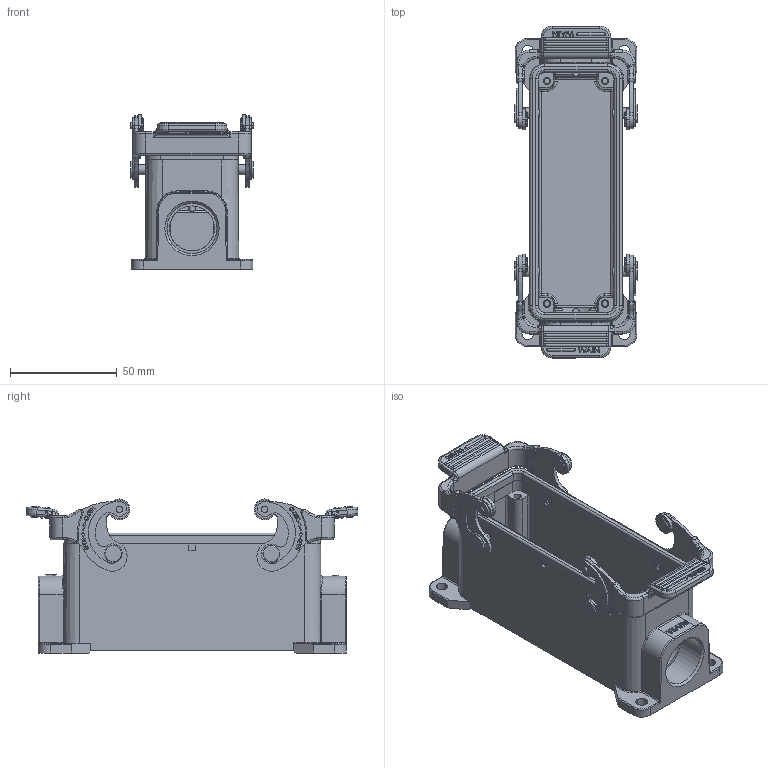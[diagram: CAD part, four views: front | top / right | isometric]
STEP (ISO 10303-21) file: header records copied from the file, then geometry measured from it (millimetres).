
FILE_DESCRIPTION(/* description */ (''),/* implementation_level */ '2;1');
FILE_NAME(/* name */ 'H24B-SF-2L SC-M25.stp',/* time_stamp */ '2023-09-01T10:38:44+08:00',/* author */ (''),/* organization */ (''),/* preprocessor_version */ 'ST-DEVELOPER v18.1',/* originating_system */ 'SIEMENS PLM Software NX 1980',/* authorisation */ '');
FILE_SCHEMA (('AUTOMOTIVE_DESIGN { 1 0 10303 214 3 1 1 1 }'));
Products named in the file (1): 13844A9419A0acmg
Bounding box: 57.9 x 155.16 x 72.05 mm (x, y, z)
Volume: 121357 mm3; surface area: 79069.4 mm2
Topology: 22 solids, 22 shells, 1762 faces, 4562 edges, 2913 vertices
Faces by surface type: plane 834, cylinder 572, torus 140, extrusion 78, bspline 62, sphere 40, cone 36
Full cylindrical faces by diameter (mm): 1.9 x4, 3 x8, 4.9 x4, 8 x4, 21 x1, 23.4 x1, 26.7 x1
Entity records: 68293 total; most frequent: CARTESIAN_POINT 21474, ORIENTED_EDGE 8894, DIRECTION 8045, EDGE_CURVE 4447, VERTEX_POINT 2903, AXIS2_PLACEMENT_3D 2841, VECTOR 2363, LINE 2285
